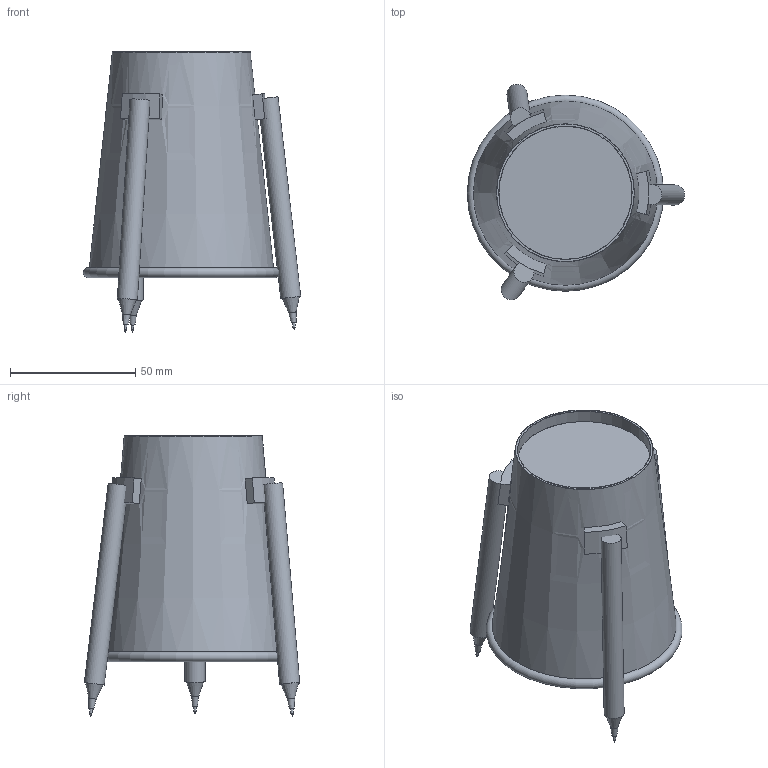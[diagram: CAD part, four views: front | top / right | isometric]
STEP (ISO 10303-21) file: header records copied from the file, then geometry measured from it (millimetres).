
FILE_DESCRIPTION( ( '' ), ' ' );
FILE_NAME( '55919752e4b0f2018dbec93c.step', '2015-06-29T19:06:59', ( '' ), ( '' ), ' ', ' ', ' ' );
FILE_SCHEMA( ( 'AUTOMOTIVE_DESIGN { 1 0 10303 214 1 1 1 1 }' ) );
Length unit declared in the file: metre
Products named in the file (5): Assem1; Cup; Pen
Assembly tree (4 placements, depth 2):
  Assem1
    Cup
    Pen
    Pen
    Pen
Bounding box: 86.63 x 85.79 x 111.72 mm (x, y, z)
Volume: 18350.7 mm3; surface area: 51127.4 mm2
Topology: 4 solids, 4 shells, 49 faces, 91 edges, 59 vertices
Faces by surface type: plane 20, cone 20, cylinder 8, torus 1
Full cylindrical faces by diameter (mm): 1 x3, 8 x3, 53 x1, 53.2 x1
Entity records: 1576 total; most frequent: DIRECTION 216, CARTESIAN_POINT 178, ORIENTED_EDGE 132, AXIS2_PLACEMENT_3D 96, EDGE_LOOP 78, EDGE_CURVE 66, FACE_OUTER_BOUND 58, VERTEX_POINT 58
